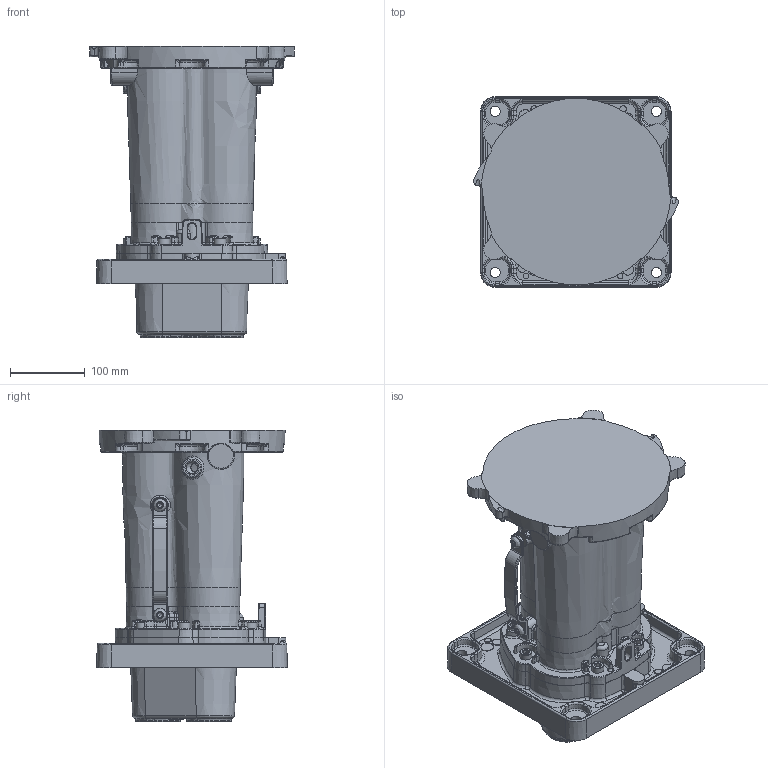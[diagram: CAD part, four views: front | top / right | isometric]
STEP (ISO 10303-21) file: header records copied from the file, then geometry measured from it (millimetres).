
FILE_DESCRIPTION(/* description */ (''),/* implementation_level */ '2;1');
FILE_NAME(/* name */ 'Ex118B ADAP SS (RS944SS_SLD).stp',/* time_stamp */ '2019-07-08T07:03:53+10:00',/* author */ ('t.ralph531'),/* organization */ (''),/* preprocessor_version */ 'ST-DEVELOPER v16.5',/* originating_system */ 'Autodesk Inventor 2017',/* authorisation */ '');
FILE_SCHEMA (('AUTOMOTIVE_DESIGN { 1 0 10303 214 3 1 1 }'));
Products named in the file (7): RS944SS_SLD; 2480_SLD; 1470; RS942SS_RND_SLD; 2477Solid; Part3; 1181
Assembly tree (15 placements, depth 3):
  RS944SS_SLD
    2480_SLD
    1470  x6
    RS942SS_RND_SLD
      2477Solid
      Part3  x2
      1181  x4
Bounding box: 274.35 x 255 x 389.88 mm (x, y, z)
Volume: 8946845.8 mm3; surface area: 586251.1 mm2
Topology: 14 solids, 14 shells, 1771 faces, 4216 edges, 2489 vertices
Faces by surface type: torus 429, plane 394, bspline 304, cone 301, cylinder 298, sphere 45
Full cylindrical faces by diameter (mm): 8.376 x10, 10 x10, 11 x4, 13.5 x4, 16 x6, 17.5 x4, 20.417 x2, 22 x3, 59.208 x3
Entity records: 66044 total; most frequent: CARTESIAN_POINT 32228, DIRECTION 7223, ORIENTED_EDGE 7022, EDGE_CURVE 3511, AXIS2_PLACEMENT_3D 3224, VERTEX_POINT 2124, CIRCLE 1857, EDGE_LOOP 1617
